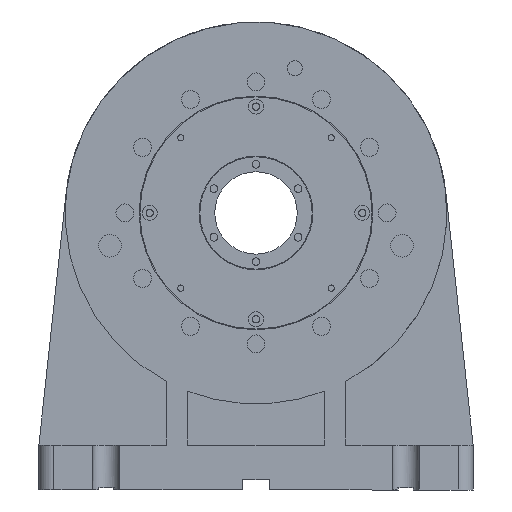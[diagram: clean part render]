
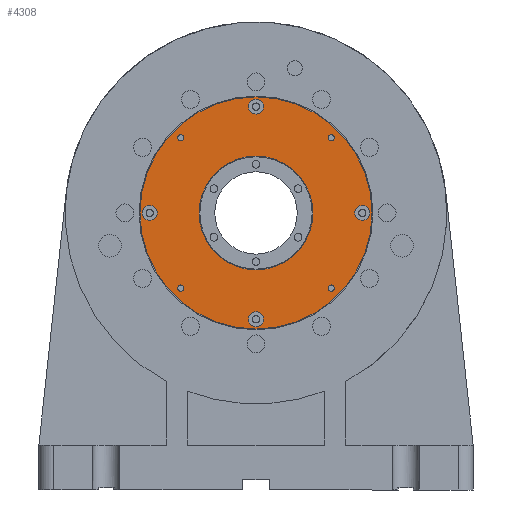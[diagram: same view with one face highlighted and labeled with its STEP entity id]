
A CAD part, left-side view. The second image highlights one B-rep face of the part: STEP entity #4308.
In plain terms, the highlighted planar face has unit normal (-1, 0, 0).
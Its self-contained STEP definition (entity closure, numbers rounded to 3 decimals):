
#1597=ORIENTED_EDGE('',*,*,#2397,.T.);
#1598=ORIENTED_EDGE('',*,*,#2398,.T.);
#1599=ORIENTED_EDGE('',*,*,#2399,.T.);
#1600=ORIENTED_EDGE('',*,*,#2400,.F.);
#1601=ORIENTED_EDGE('',*,*,#2401,.F.);
#1602=ORIENTED_EDGE('',*,*,#2402,.F.);
#1603=ORIENTED_EDGE('',*,*,#2403,.T.);
#1604=ORIENTED_EDGE('',*,*,#2404,.F.);
#1605=ORIENTED_EDGE('',*,*,#2395,.F.);
#1606=ORIENTED_EDGE('',*,*,#2393,.T.);
#2393=EDGE_CURVE('',#2845,#2845,#3090,.T.);
#2395=EDGE_CURVE('',#2847,#2847,#3092,.T.);
#2397=EDGE_CURVE('',#2849,#2849,#3094,.T.);
#2398=EDGE_CURVE('',#2850,#2850,#3095,.T.);
#2399=EDGE_CURVE('',#2851,#2851,#3096,.T.);
#2400=EDGE_CURVE('',#2852,#2852,#3097,.T.);
#2401=EDGE_CURVE('',#2853,#2853,#3098,.T.);
#2402=EDGE_CURVE('',#2854,#2854,#3099,.T.);
#2403=EDGE_CURVE('',#2855,#2855,#3100,.T.);
#2404=EDGE_CURVE('',#2856,#2856,#3101,.T.);
#2845=VERTEX_POINT('',#7443);
#2847=VERTEX_POINT('',#7449);
#2849=VERTEX_POINT('',#7456);
#2850=VERTEX_POINT('',#7458);
#2851=VERTEX_POINT('',#7460);
#2852=VERTEX_POINT('',#7462);
#2853=VERTEX_POINT('',#7464);
#2854=VERTEX_POINT('',#7466);
#2855=VERTEX_POINT('',#7468);
#2856=VERTEX_POINT('',#7470);
#3090=CIRCLE('',#4782,77.5);
#3092=CIRCLE('',#4786,38.);
#3094=CIRCLE('',#4791,2.1);
#3095=CIRCLE('',#4792,2.1);
#3096=CIRCLE('',#4793,2.1);
#3097=CIRCLE('',#4794,5.);
#3098=CIRCLE('',#4795,5.);
#3099=CIRCLE('',#4796,5.);
#3100=CIRCLE('',#4797,2.1);
#3101=CIRCLE('',#4798,5.);
#3390=EDGE_LOOP('',(#1597));
#3391=EDGE_LOOP('',(#1598));
#3392=EDGE_LOOP('',(#1599));
#3393=EDGE_LOOP('',(#1600));
#3394=EDGE_LOOP('',(#1601));
#3395=EDGE_LOOP('',(#1602));
#3396=EDGE_LOOP('',(#1603));
#3397=EDGE_LOOP('',(#1604));
#3398=EDGE_LOOP('',(#1605));
#3399=EDGE_LOOP('',(#1606));
#3810=FACE_BOUND('',#3390,.T.);
#3811=FACE_BOUND('',#3391,.T.);
#3812=FACE_BOUND('',#3392,.T.);
#3813=FACE_BOUND('',#3393,.T.);
#3814=FACE_BOUND('',#3394,.T.);
#3815=FACE_BOUND('',#3395,.T.);
#3816=FACE_BOUND('',#3396,.T.);
#3817=FACE_BOUND('',#3397,.T.);
#3818=FACE_BOUND('',#3398,.T.);
#3819=FACE_BOUND('',#3399,.T.);
#4089=PLANE('',#4790);
#4308=ADVANCED_FACE('',(#3810,#3811,#3812,#3813,#3814,#3815,#3816,#3817,
#3818,#3819),#4089,.T.);
#4782=AXIS2_PLACEMENT_3D('',#7442,#5873,#5874);
#4786=AXIS2_PLACEMENT_3D('',#7448,#5881,#5882);
#4790=AXIS2_PLACEMENT_3D('',#7454,#5889,#5890);
#4791=AXIS2_PLACEMENT_3D('',#7455,#5891,#5892);
#4792=AXIS2_PLACEMENT_3D('',#7457,#5893,#5894);
#4793=AXIS2_PLACEMENT_3D('',#7459,#5895,#5896);
#4794=AXIS2_PLACEMENT_3D('',#7461,#5897,#5898);
#4795=AXIS2_PLACEMENT_3D('',#7463,#5899,#5900);
#4796=AXIS2_PLACEMENT_3D('',#7465,#5901,#5902);
#4797=AXIS2_PLACEMENT_3D('',#7467,#5903,#5904);
#4798=AXIS2_PLACEMENT_3D('',#7469,#5905,#5906);
#5873=DIRECTION('',(-1.,0.,0.));
#5874=DIRECTION('',(0.,1.,0.));
#5881=DIRECTION('',(-1.,0.,0.));
#5882=DIRECTION('',(0.,1.,0.));
#5889=DIRECTION('',(-1.,0.,0.));
#5890=DIRECTION('',(0.,0.,1.));
#5891=DIRECTION('',(1.,0.,0.));
#5892=DIRECTION('',(0.,0.,-1.));
#5893=DIRECTION('',(1.,0.,0.));
#5894=DIRECTION('',(0.,-1.,0.));
#5895=DIRECTION('',(1.,0.,0.));
#5896=DIRECTION('',(0.,0.,1.));
#5897=DIRECTION('',(-1.,0.,0.));
#5898=DIRECTION('',(0.,0.,-1.));
#5899=DIRECTION('',(-1.,0.,0.));
#5900=DIRECTION('',(0.,-1.,0.));
#5901=DIRECTION('',(-1.,0.,0.));
#5902=DIRECTION('',(0.,0.,1.));
#5903=DIRECTION('',(1.,0.,0.));
#5904=DIRECTION('',(0.,1.,0.));
#5905=DIRECTION('',(-1.,0.,0.));
#5906=DIRECTION('',(0.,1.,0.));
#7442=CARTESIAN_POINT('',(0.,0.,155.));
#7443=CARTESIAN_POINT('',(0.,77.5,155.));
#7448=CARTESIAN_POINT('',(0.,0.,155.));
#7449=CARTESIAN_POINT('',(0.,38.,155.));
#7454=CARTESIAN_POINT('',(0.,0.,155.));
#7455=CARTESIAN_POINT('',(0.,50.205,104.795));
#7456=CARTESIAN_POINT('',(0.,50.205,102.695));
#7457=CARTESIAN_POINT('',(0.,-50.205,104.795));
#7458=CARTESIAN_POINT('',(0.,-52.305,104.795));
#7459=CARTESIAN_POINT('',(0.,-50.205,205.205));
#7460=CARTESIAN_POINT('',(0.,-50.205,207.305));
#7461=CARTESIAN_POINT('',(0.,71.,155.));
#7462=CARTESIAN_POINT('',(0.,71.,150.));
#7463=CARTESIAN_POINT('',(0.,0.,84.));
#7464=CARTESIAN_POINT('',(0.,-5.,84.));
#7465=CARTESIAN_POINT('',(0.,-71.,155.));
#7466=CARTESIAN_POINT('',(0.,-71.,160.));
#7467=CARTESIAN_POINT('',(0.,50.205,205.205));
#7468=CARTESIAN_POINT('',(0.,52.305,205.205));
#7469=CARTESIAN_POINT('',(0.,0.,226.));
#7470=CARTESIAN_POINT('',(0.,5.,226.));
